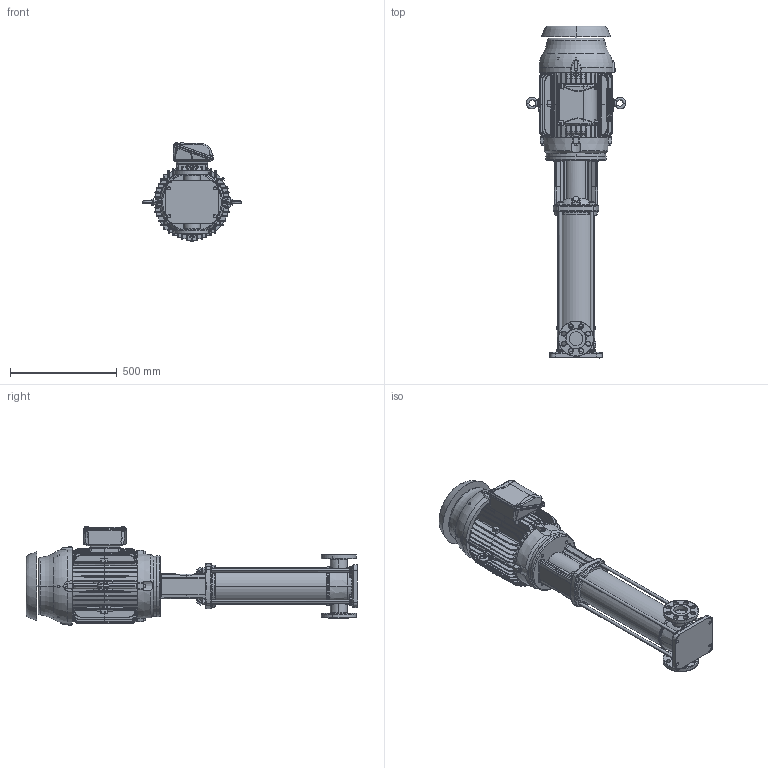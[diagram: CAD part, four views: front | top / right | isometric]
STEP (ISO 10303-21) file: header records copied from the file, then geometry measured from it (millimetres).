
FILE_DESCRIPTION (( 'STEP AP203' ), '1' );
FILE_NAME ('3303080 - MVI-75-12-25 HP-284TSC-304-E-230_460~3.step', '2022-03-30T17:28:57', ( '' ), ( '' ), 'SwSTEP 2.0', 'SolidWorks 2021', '' );
FILE_SCHEMA (( 'CONFIG_CONTROL_DESIGN' ));
Length unit declared in the file: inch
Products named in the file (5): MVI PEO - [304-EPDM]_3304080 - MVI-75-12-25 HP-284TSC-304-E-S; 2704070 - NEMA V2 25HP 284_6TSC 230_460~3 TEFC; 3303080 - MVI-75-12-25 HP-284TSC-304-E-230_460~3; TEFC MOTOR_2704070 - NEMA V2 25HP 284_6TSC 230_460~3 TEFC; sbi_n_15-12_flange(NEMA)
Assembly tree (4 placements, depth 3):
  3303080 - MVI-75-12-25 HP-284TSC-304-E-230_460~3
    MVI PEO - [304-EPDM]_3304080 - MVI-75-12-25 HP-284TSC-304-E-S
      sbi_n_15-12_flange(NEMA)
    TEFC MOTOR_2704070 - NEMA V2 25HP 284_6TSC 230_460~3 TEFC
      2704070 - NEMA V2 25HP 284_6TSC 230_460~3 TEFC
Bounding box: 465.92 x 1557.26 x 466.9 mm (x, y, z)
Volume: 73998137 mm3; surface area: 3294517.9 mm2
Topology: 23 solids, 25 shells, 3574 faces, 9108 edges, 5656 vertices
Faces by surface type: bspline 1183, cylinder 1034, plane 985, cone 288, torus 61, sphere 23
Entity records: 187557 total; most frequent: CARTESIAN_POINT 111832, ORIENTED_EDGE 18150, DIRECTION 12511, EDGE_CURVE 9075, VERTEX_POINT 5652, AXIS2_PLACEMENT_3D 5001, EDGE_LOOP 3757, FACE_OUTER_BOUND 3574
